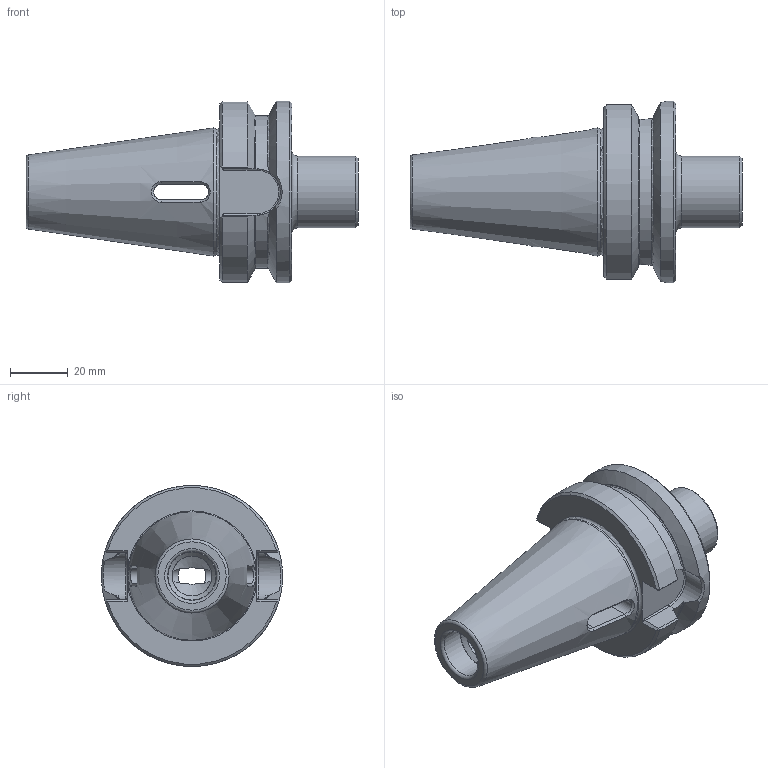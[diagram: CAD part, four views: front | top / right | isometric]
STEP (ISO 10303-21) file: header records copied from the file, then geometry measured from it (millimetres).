
FILE_DESCRIPTION( ( 'Unknown' ), '1' );
FILE_NAME( '214080110-C.stp', 'Unknown', ( 'Unknown' ), ( 'Unknown' ), 'PSStep 15.0.49', 'Unknown', ' ' );
FILE_SCHEMA( ( 'AUTOMOTIVE_DESIGN { 1 0 10303 214 1 1 1 1 }' ) );
Length unit declared in the file: millimetre
Products named in the file (1): 1
Bounding box: 115.4 x 63 x 63 mm (x, y, z)
Volume: 129284.4 mm3; surface area: 25257.1 mm2
Topology: 1 solids, 1 shells, 99 faces, 260 edges, 163 vertices
Faces by surface type: plane 40, cylinder 22, cone 16, torus 11, bspline 10
Full cylindrical faces by diameter (mm): 9.7 x1, 13.835 x2, 17 x1, 25 x1, 63 x1
Entity records: 4378 total; most frequent: CARTESIAN_POINT 1360, ORIENTED_EDGE 478, DIRECTION 406, EDGE_CURVE 239, AXIS2_PLACEMENT_3D 163, VERTEX_POINT 159, EDGE_LOOP 122, FACE_OUTER_BOUND 110
